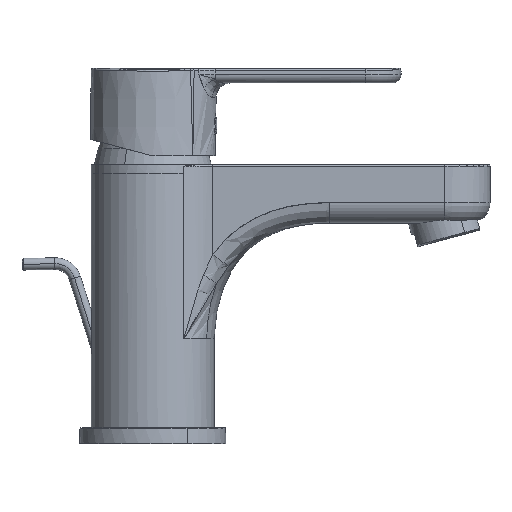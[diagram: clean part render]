
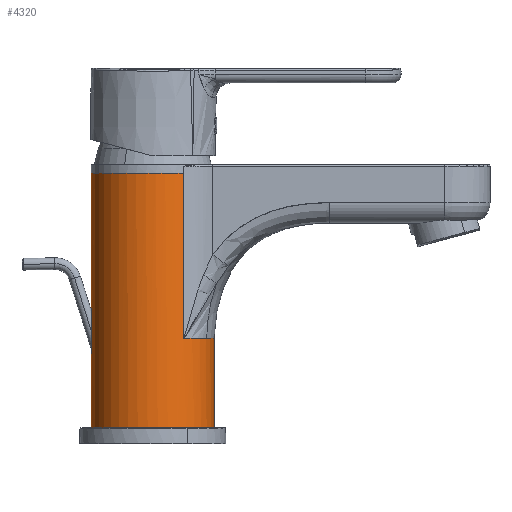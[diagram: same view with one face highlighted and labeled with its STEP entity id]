
A CAD part, front view. The second image highlights one B-rep face of the part: STEP entity #4320.
In plain terms, the highlighted cylindrical face has radius 21 mm (diameter 42 mm), a partial arc.
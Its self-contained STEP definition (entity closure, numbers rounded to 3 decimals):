
#4190=CARTESIAN_POINT('Axis2P3D Location',(0.,0.,89.509)) ;
#4195=CARTESIAN_POINT('Line Origine',(-21.,0.,89.509)) ;
#4199=CARTESIAN_POINT('Vertex',(-21.,0.,24.986)) ;
#4201=CARTESIAN_POINT('Vertex',(-21.,0.,0.)) ;
#4204=CARTESIAN_POINT('Axis2P3D Location',(0.,0.,0.)) ;
#4208=CARTESIAN_POINT('Vertex',(18.429,-10.068,0.)) ;
#4211=CARTESIAN_POINT('Axis2P3D Location',(0.,0.,0.)) ;
#4215=CARTESIAN_POINT('Vertex',(21.,0.,0.)) ;
#4218=CARTESIAN_POINT('Line Origine',(21.,0.,89.509)) ;
#4222=CARTESIAN_POINT('Vertex',(21.,0.,30.5)) ;
#4225=CARTESIAN_POINT('Axis2P3D Location',(0.,0.,30.5)) ;
#4229=CARTESIAN_POINT('Vertex',(10.506,-18.183,30.5)) ;
#4232=CARTESIAN_POINT('Line Origine',(10.506,-18.183,89.509)) ;
#4236=CARTESIAN_POINT('Vertex',(10.506,-18.183,87.018)) ;
#4239=CARTESIAN_POINT('Axis2P3D Location',(0.,0.,87.018)) ;
#4243=CARTESIAN_POINT('Vertex',(-18.429,-10.068,87.018)) ;
#4246=CARTESIAN_POINT('Axis2P3D Location',(0.,0.,87.018)) ;
#4250=CARTESIAN_POINT('Vertex',(-21.,0.,87.018)) ;
#4253=CARTESIAN_POINT('Line Origine',(-21.,0.,89.509)) ;
#4257=CARTESIAN_POINT('Vertex',(-21.,0.,42.892)) ;
#4260=CARTESIAN_POINT('Line Origine',(-21.,0.,89.509)) ;
#4264=CARTESIAN_POINT('Vertex',(-21.,0.,41.614)) ;
#4268=CARTESIAN_POINT('Control Point',(-21.,0.,41.614)) ;
#4269=CARTESIAN_POINT('Control Point',(-21.,-0.161,41.614)) ;
#4270=CARTESIAN_POINT('Control Point',(-20.998,-0.322,41.566)) ;
#4271=CARTESIAN_POINT('Control Point',(-20.995,-0.463,41.473)) ;
#4272=CARTESIAN_POINT('Control Point',(-20.988,-0.725,41.246)) ;
#4273=CARTESIAN_POINT('Control Point',(-20.98,-0.93,40.966)) ;
#4274=CARTESIAN_POINT('Control Point',(-20.975,-1.027,40.812)) ;
#4275=CARTESIAN_POINT('Control Point',(-20.97,-1.117,40.651)) ;
#4276=CARTESIAN_POINT('Control Point',(-20.966,-1.199,40.487)) ;
#4277=CARTESIAN_POINT('Vertex',(-20.966,-1.199,40.487)) ;
#4281=CARTESIAN_POINT('Control Point',(-21.,0.,24.986)) ;
#4282=CARTESIAN_POINT('Control Point',(-21.,-0.116,24.986)) ;
#4283=CARTESIAN_POINT('Control Point',(-20.999,-0.233,25.006)) ;
#4284=CARTESIAN_POINT('Control Point',(-20.998,-0.345,25.046)) ;
#4285=CARTESIAN_POINT('Control Point',(-20.992,-0.632,25.195)) ;
#4286=CARTESIAN_POINT('Control Point',(-20.983,-0.867,25.424)) ;
#4287=CARTESIAN_POINT('Control Point',(-20.977,-0.998,25.585)) ;
#4288=CARTESIAN_POINT('Control Point',(-20.96,-1.316,26.048)) ;
#4289=CARTESIAN_POINT('Control Point',(-20.943,-1.55,26.56)) ;
#4290=CARTESIAN_POINT('Control Point',(-20.933,-1.678,26.891)) ;
#4291=CARTESIAN_POINT('Control Point',(-20.897,-2.108,28.203)) ;
#4292=CARTESIAN_POINT('Control Point',(-20.871,-2.327,29.576)) ;
#4293=CARTESIAN_POINT('Control Point',(-20.858,-2.438,30.597)) ;
#4294=CARTESIAN_POINT('Control Point',(-20.847,-2.533,32.371)) ;
#4295=CARTESIAN_POINT('Control Point',(-20.853,-2.484,34.146)) ;
#4296=CARTESIAN_POINT('Control Point',(-20.858,-2.439,34.895)) ;
#4297=CARTESIAN_POINT('Control Point',(-20.871,-2.331,36.049)) ;
#4298=CARTESIAN_POINT('Control Point',(-20.889,-2.155,37.194)) ;
#4299=CARTESIAN_POINT('Control Point',(-20.896,-2.085,37.594)) ;
#4300=CARTESIAN_POINT('Control Point',(-20.913,-1.915,38.43)) ;
#4301=CARTESIAN_POINT('Control Point',(-20.932,-1.689,39.252)) ;
#4302=CARTESIAN_POINT('Control Point',(-20.943,-1.554,39.673)) ;
#4303=CARTESIAN_POINT('Control Point',(-20.954,-1.397,40.091)) ;
#4304=CARTESIAN_POINT('Control Point',(-20.966,-1.199,40.487)) ;
#4197=VECTOR('Line Direction',#4196,1.) ;
#4220=VECTOR('Line Direction',#4219,1.) ;
#4234=VECTOR('Line Direction',#4233,1.) ;
#4255=VECTOR('Line Direction',#4254,1.) ;
#4262=VECTOR('Line Direction',#4261,1.) ;
#4191=DIRECTION('Axis2P3D Direction',(0.,0.,1.)) ;
#4192=DIRECTION('Axis2P3D XDirection',(-0.878,-0.479,0.)) ;
#4196=DIRECTION('Vector Direction',(0.,0.,1.)) ;
#4205=DIRECTION('Axis2P3D Direction',(0.,0.,1.)) ;
#4212=DIRECTION('Axis2P3D Direction',(0.,0.,1.)) ;
#4219=DIRECTION('Vector Direction',(0.,0.,1.)) ;
#4226=DIRECTION('Axis2P3D Direction',(0.,0.,1.)) ;
#4233=DIRECTION('Vector Direction',(0.,0.,1.)) ;
#4240=DIRECTION('Axis2P3D Direction',(0.,0.,1.)) ;
#4247=DIRECTION('Axis2P3D Direction',(0.,0.,1.)) ;
#4254=DIRECTION('Vector Direction',(0.,0.,1.)) ;
#4261=DIRECTION('Vector Direction',(0.,0.,1.)) ;
#4193=AXIS2_PLACEMENT_3D('Cylinder Axis2P3D',#4190,#4191,#4192) ;
#4206=AXIS2_PLACEMENT_3D('Circle Axis2P3D',#4204,#4205,$) ;
#4213=AXIS2_PLACEMENT_3D('Circle Axis2P3D',#4211,#4212,$) ;
#4227=AXIS2_PLACEMENT_3D('Circle Axis2P3D',#4225,#4226,$) ;
#4241=AXIS2_PLACEMENT_3D('Circle Axis2P3D',#4239,#4240,$) ;
#4248=AXIS2_PLACEMENT_3D('Circle Axis2P3D',#4246,#4247,$) ;
#4198=LINE('Line',#4195,#4197) ;
#4221=LINE('Line',#4218,#4220) ;
#4235=LINE('Line',#4232,#4234) ;
#4256=LINE('Line',#4253,#4255) ;
#4263=LINE('Line',#4260,#4262) ;
#4207=CIRCLE('generated circle',#4206,21.) ;
#4214=CIRCLE('generated circle',#4213,21.) ;
#4228=CIRCLE('generated circle',#4227,21.) ;
#4242=CIRCLE('generated circle',#4241,21.) ;
#4249=CIRCLE('generated circle',#4248,21.) ;
#4194=CYLINDRICAL_SURFACE('generated cylinder',#4193,21.) ;
#4203=EDGE_CURVE('',#4200,#4202,#4198,.F.) ;
#4210=EDGE_CURVE('',#4202,#4209,#4207,.T.) ;
#4217=EDGE_CURVE('',#4209,#4216,#4214,.T.) ;
#4224=EDGE_CURVE('',#4216,#4223,#4221,.T.) ;
#4231=EDGE_CURVE('',#4223,#4230,#4228,.F.) ;
#4238=EDGE_CURVE('',#4230,#4237,#4235,.T.) ;
#4245=EDGE_CURVE('',#4237,#4244,#4242,.F.) ;
#4252=EDGE_CURVE('',#4244,#4251,#4249,.F.) ;
#4259=EDGE_CURVE('',#4251,#4258,#4256,.F.) ;
#4266=EDGE_CURVE('',#4258,#4265,#4263,.F.) ;
#4279=EDGE_CURVE('',#4265,#4278,#4267,.T.) ;
#4305=EDGE_CURVE('',#4278,#4200,#4280,.F.) ;
#4307=ORIENTED_EDGE('',*,*,#4203,.T.) ;
#4308=ORIENTED_EDGE('',*,*,#4210,.T.) ;
#4309=ORIENTED_EDGE('',*,*,#4217,.T.) ;
#4310=ORIENTED_EDGE('',*,*,#4224,.T.) ;
#4311=ORIENTED_EDGE('',*,*,#4231,.T.) ;
#4312=ORIENTED_EDGE('',*,*,#4238,.T.) ;
#4313=ORIENTED_EDGE('',*,*,#4245,.T.) ;
#4314=ORIENTED_EDGE('',*,*,#4252,.T.) ;
#4315=ORIENTED_EDGE('',*,*,#4259,.T.) ;
#4316=ORIENTED_EDGE('',*,*,#4266,.T.) ;
#4317=ORIENTED_EDGE('',*,*,#4279,.T.) ;
#4318=ORIENTED_EDGE('',*,*,#4305,.T.) ;
#4306=EDGE_LOOP('',(#4307,#4308,#4309,#4310,#4311,#4312,#4313,#4314,#4315,#4316,#4317,#4318)) ;
#4200=VERTEX_POINT('',#4199) ;
#4202=VERTEX_POINT('',#4201) ;
#4209=VERTEX_POINT('',#4208) ;
#4216=VERTEX_POINT('',#4215) ;
#4223=VERTEX_POINT('',#4222) ;
#4230=VERTEX_POINT('',#4229) ;
#4237=VERTEX_POINT('',#4236) ;
#4244=VERTEX_POINT('',#4243) ;
#4251=VERTEX_POINT('',#4250) ;
#4258=VERTEX_POINT('',#4257) ;
#4265=VERTEX_POINT('',#4264) ;
#4278=VERTEX_POINT('',#4277) ;
#4320=ADVANCED_FACE('Superficie.388',(#4319),#4194,.T.) ;
#4267=B_SPLINE_CURVE_WITH_KNOTS('',5,(#4268,#4269,#4270,#4271,#4272,#4273,#4274,#4275,#4276),.UNSPECIFIED.,.F.,.U.,(6,3,6),(0.,1.142,2.44),.UNSPECIFIED.) ;
#4280=B_SPLINE_CURVE_WITH_KNOTS('',5,(#4281,#4282,#4283,#4284,#4285,#4286,#4287,#4288,#4289,#4290,#4291,#4292,#4293,#4294,#4295,#4296,#4297,#4298,#4299,#4300,#4301,#4302,#4303,#4304),.UNSPECIFIED.,.F.,.U.,(6,3,3,3,3,3,3,6),(0.,0.824,2.279,4.791,12.049,17.351,20.246,23.386),.UNSPECIFIED.) ;
#4319=FACE_OUTER_BOUND('',#4306,.T.) ;
